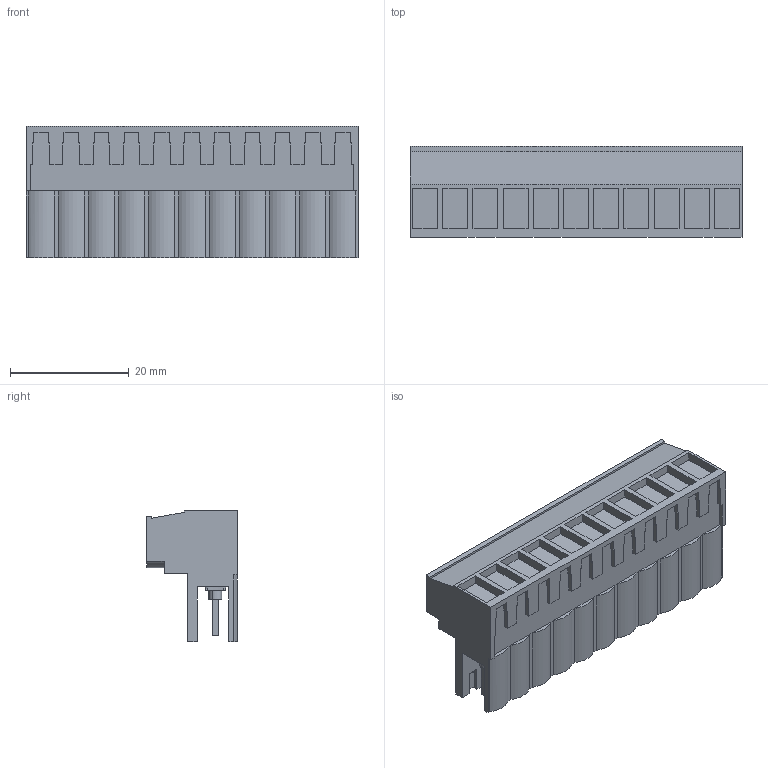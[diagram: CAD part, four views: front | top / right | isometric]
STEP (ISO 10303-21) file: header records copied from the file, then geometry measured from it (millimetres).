
FILE_DESCRIPTION(('CATIA V5 STEP','CAx-IF Rec.Pracs.--- Model Styling and Organization---1.2---2011-12-15'),'2;1');
FILE_NAME ('D1453755_0_1627180000_1627180000.stp','2017-06-01T06:29:30+00:00',('none'),('Weidmueller'),'CATIA Version 5-6 Release 2014','CATIA V5 STEP AP214','none');
FILE_SCHEMA(('AUTOMOTIVE_DESIGN { 1 0 10303 214 1 1 1 1 }'));
Length unit declared in the file: millimetre
Products named in the file (1): 1627180000
Bounding box: 55.88 x 15.3 x 22.05 mm (x, y, z)
Volume: 9527.1 mm3; surface area: 8186 mm2
Topology: 23 solids, 23 shells, 766 faces, 2084 edges, 1408 vertices
Faces by surface type: plane 579, cylinder 143, extrusion 44
Entity records: 23423 total; most frequent: CARTESIAN_POINT 5387, ORIENTED_EDGE 4168, DIRECTION 2836, EDGE_CURVE 2084, VECTOR 1708, LINE 1664, VERTEX_POINT 1408, EDGE_LOOP 832
